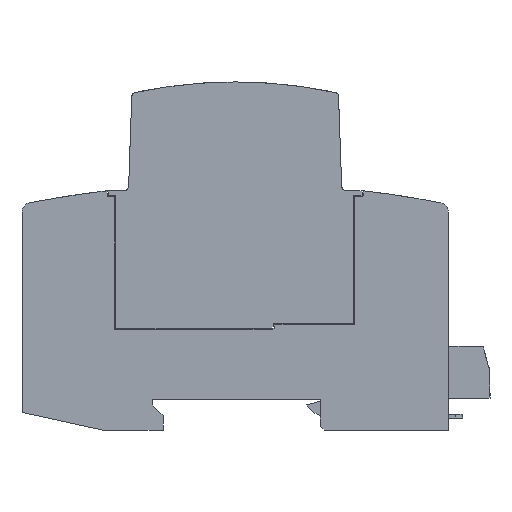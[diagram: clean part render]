
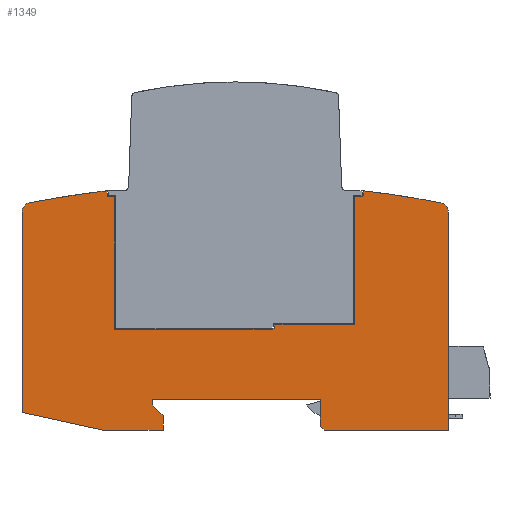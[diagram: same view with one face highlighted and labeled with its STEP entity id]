
A CAD part, left-side view. The second image highlights one B-rep face of the part: STEP entity #1349.
In plain terms, the highlighted planar face has unit normal (-1, 0, 0).
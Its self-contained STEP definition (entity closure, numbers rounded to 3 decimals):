
#1349=ADVANCED_FACE('',(#2748),#2749,.F.);
#2748=FACE_OUTER_BOUND('',#4158,.T.);
#2749=PLANE('',#4159);
#4158=EDGE_LOOP('',(#8390,#8391,#8392,#8393,#8394,#8395,#8396,#8397,#8398,#8399,#8400,#8401,#8402,#8403,#8404,#8405,#8406,#8407,#8408,#8409,#8410,#8411,#8412,#8413,#8414,#8415,#8416,#8417,#8418,#8419));
#4159=AXIS2_PLACEMENT_3D('',#8420,#8421,#8422);
#8390=ORIENTED_EDGE('',*,*,#10430,.T.);
#8391=ORIENTED_EDGE('',*,*,#10393,.T.);
#8392=ORIENTED_EDGE('',*,*,#10398,.T.);
#8393=ORIENTED_EDGE('',*,*,#10402,.T.);
#8394=ORIENTED_EDGE('',*,*,#10437,.T.);
#8395=ORIENTED_EDGE('',*,*,#10442,.T.);
#8396=ORIENTED_EDGE('',*,*,#10384,.T.);
#8397=ORIENTED_EDGE('',*,*,#10428,.T.);
#8398=ORIENTED_EDGE('',*,*,#10406,.T.);
#8399=ORIENTED_EDGE('',*,*,#10411,.T.);
#8400=ORIENTED_EDGE('',*,*,#10440,.F.);
#8401=ORIENTED_EDGE('',*,*,#10424,.T.);
#8402=ORIENTED_EDGE('',*,*,#10426,.T.);
#8403=ORIENTED_EDGE('',*,*,#9529,.F.);
#8404=ORIENTED_EDGE('',*,*,#10443,.F.);
#8405=ORIENTED_EDGE('',*,*,#9326,.F.);
#8406=ORIENTED_EDGE('',*,*,#10444,.T.);
#8407=ORIENTED_EDGE('',*,*,#10445,.T.);
#8408=ORIENTED_EDGE('',*,*,#10446,.T.);
#8409=ORIENTED_EDGE('',*,*,#10447,.T.);
#8410=ORIENTED_EDGE('',*,*,#10448,.T.);
#8411=ORIENTED_EDGE('',*,*,#10449,.T.);
#8412=ORIENTED_EDGE('',*,*,#9062,.T.);
#8413=ORIENTED_EDGE('',*,*,#10450,.F.);
#8414=ORIENTED_EDGE('',*,*,#10451,.T.);
#8415=ORIENTED_EDGE('',*,*,#10452,.F.);
#8416=ORIENTED_EDGE('',*,*,#10453,.F.);
#8417=ORIENTED_EDGE('',*,*,#10454,.F.);
#8418=ORIENTED_EDGE('',*,*,#10455,.F.);
#8419=ORIENTED_EDGE('',*,*,#10378,.T.);
#8420=CARTESIAN_POINT('',(-9.0,44.746,22.258));
#8421=DIRECTION('',(1.0,0.0,0.));
#8422=DIRECTION('',(0.,0.0,-1.0));
#9062=EDGE_CURVE('',#11178,#11176,#11179,.T.);
#9326=EDGE_CURVE('',#11619,#11621,#11622,.T.);
#9529=EDGE_CURVE('',#11909,#11911,#11912,.T.);
#10378=EDGE_CURVE('',#13159,#13157,#13160,.T.);
#10384=EDGE_CURVE('',#13169,#13167,#13170,.T.);
#10393=EDGE_CURVE('',#13181,#13182,#13183,.T.);
#10398=EDGE_CURVE('',#13182,#13190,#13191,.T.);
#10402=EDGE_CURVE('',#13190,#13196,#13197,.T.);
#10406=EDGE_CURVE('',#13202,#13203,#13204,.T.);
#10411=EDGE_CURVE('',#13203,#13211,#13212,.T.);
#10424=EDGE_CURVE('',#13226,#13228,#13230,.T.);
#10426=EDGE_CURVE('',#13228,#11911,#13232,.T.);
#10428=EDGE_CURVE('',#13167,#13202,#13234,.T.);
#10430=EDGE_CURVE('',#13157,#13181,#13236,.T.);
#10437=EDGE_CURVE('',#13196,#13243,#13245,.T.);
#10440=EDGE_CURVE('',#13226,#13211,#13248,.T.);
#10442=EDGE_CURVE('',#13243,#13169,#13250,.T.);
#10443=EDGE_CURVE('',#11621,#11909,#13251,.T.);
#10444=EDGE_CURVE('',#11619,#13252,#13253,.T.);
#10445=EDGE_CURVE('',#13252,#13254,#13255,.T.);
#10446=EDGE_CURVE('',#13254,#13256,#13257,.T.);
#10447=EDGE_CURVE('',#13256,#13258,#13259,.T.);
#10448=EDGE_CURVE('',#13258,#13260,#13261,.T.);
#10449=EDGE_CURVE('',#13260,#11178,#13262,.T.);
#10450=EDGE_CURVE('',#13263,#11176,#13264,.T.);
#10451=EDGE_CURVE('',#13263,#13265,#13266,.T.);
#10452=EDGE_CURVE('',#13267,#13265,#13268,.T.);
#10453=EDGE_CURVE('',#13269,#13267,#13270,.T.);
#10454=EDGE_CURVE('',#13271,#13269,#13272,.T.);
#10455=EDGE_CURVE('',#13159,#13271,#13273,.T.);
#11176=VERTEX_POINT('',#15116);
#11178=VERTEX_POINT('',#15119);
#11179=LINE('',#15120,#15121);
#11619=VERTEX_POINT('',#15742);
#11621=VERTEX_POINT('',#15745);
#11622=LINE('',#15746,#15747);
#11909=VERTEX_POINT('',#16238);
#11911=VERTEX_POINT('',#16241);
#11912=CIRCLE('',#16242,230.);
#13157=VERTEX_POINT('',#18253);
#13159=VERTEX_POINT('',#18256);
#13160=LINE('',#18257,#18258);
#13167=VERTEX_POINT('',#18268);
#13169=VERTEX_POINT('',#18271);
#13170=LINE('',#18272,#18273);
#13181=VERTEX_POINT('',#18289);
#13182=VERTEX_POINT('',#18290);
#13183=LINE('',#18291,#18292);
#13190=VERTEX_POINT('',#18302);
#13191=LINE('',#18303,#18304);
#13196=VERTEX_POINT('',#18311);
#13197=LINE('',#18312,#18313);
#13202=VERTEX_POINT('',#18320);
#13203=VERTEX_POINT('',#18321);
#13204=LINE('',#18322,#18323);
#13211=VERTEX_POINT('',#18333);
#13212=LINE('',#18334,#18335);
#13226=VERTEX_POINT('',#18356);
#13228=VERTEX_POINT('',#18359);
#13230=LINE('',#18362,#18363);
#13232=LINE('',#18365,#18366);
#13234=LINE('',#18368,#18369);
#13236=LINE('',#18371,#18372);
#13243=VERTEX_POINT('',#18382);
#13245=LINE('',#18385,#18386);
#13248=LINE('',#18390,#18391);
#13250=LINE('',#18393,#18394);
#13251=CIRCLE('',#18395,2.);
#13252=VERTEX_POINT('',#18396);
#13253=LINE('',#18397,#18398);
#13254=VERTEX_POINT('',#18399);
#13255=LINE('',#18400,#18401);
#13256=VERTEX_POINT('',#18402);
#13257=LINE('',#18403,#18404);
#13258=VERTEX_POINT('',#18405);
#13259=LINE('',#18406,#18407);
#13260=VERTEX_POINT('',#18408);
#13261=LINE('',#18409,#18410);
#13262=LINE('',#18411,#18412);
#13263=VERTEX_POINT('',#18413);
#13264=LINE('',#18414,#18415);
#13265=VERTEX_POINT('',#18416);
#13266=LINE('',#18417,#18418);
#13267=VERTEX_POINT('',#18419);
#13268=LINE('',#18420,#18421);
#13269=VERTEX_POINT('',#18422);
#13270=CIRCLE('',#18423,2.);
#13271=VERTEX_POINT('',#18424);
#13272=CIRCLE('',#18425,230.);
#13273=LINE('',#18426,#18427);
#15116=CARTESIAN_POINT('',(-9.0,27.0,0.8));
#15119=CARTESIAN_POINT('',(-9.0,27.0,6.5));
#15120=CARTESIAN_POINT('',(-9.0,27.0,6.5));
#15121=VECTOR('',#19004,1.0);
#15742=CARTESIAN_POINT('',(-9.0,90.0,3.719));
#15745=CARTESIAN_POINT('',(-9.0,90.0,46.028));
#15746=CARTESIAN_POINT('',(-9.0,90.0,3.719));
#15747=VECTOR('',#19277,1.0);
#16238=CARTESIAN_POINT('',(-9.0,88.377,47.993));
#16241=CARTESIAN_POINT('',(-9.0,72.009,50.529));
#16242=AXIS2_PLACEMENT_3D('',#19488,#19489,#19490);
#18253=CARTESIAN_POINT('',(-9.0,18.012,49.53));
#18256=CARTESIAN_POINT('',(-9.0,18.0,49.53));
#18257=CARTESIAN_POINT('',(-9.0,18.0,49.53));
#18258=VECTOR('',#20388,1.0);
#18268=CARTESIAN_POINT('',(-9.0,37.017,21.5));
#18271=CARTESIAN_POINT('',(-9.0,36.7,21.5));
#18272=CARTESIAN_POINT('',(-9.0,36.7,21.5));
#18273=VECTOR('',#20393,1.0);
#18289=CARTESIAN_POINT('',(-9.0,18.012,49.33));
#18290=CARTESIAN_POINT('',(-9.0,19.8,49.33));
#18291=CARTESIAN_POINT('',(-9.0,31.826,49.33));
#18292=VECTOR('',#20399,1.0);
#18302=CARTESIAN_POINT('',(-9.0,19.8,22.3));
#18303=CARTESIAN_POINT('',(-9.0,19.8,29.037));
#18304=VECTOR('',#20403,1.0);
#18311=CARTESIAN_POINT('',(-9.0,36.6,22.3));
#18312=CARTESIAN_POINT('',(-9.0,36.523,22.3));
#18313=VECTOR('',#20406,1.0);
#18320=CARTESIAN_POINT('',(-9.0,37.217,21.3));
#18321=CARTESIAN_POINT('',(-9.0,70.4,21.3));
#18322=CARTESIAN_POINT('',(-9.0,49.277,21.3));
#18323=VECTOR('',#20409,1.0);
#18333=CARTESIAN_POINT('',(-9.0,70.4,49.23));
#18334=CARTESIAN_POINT('',(-9.0,70.4,28.787));
#18335=VECTOR('',#20413,1.0);
#18356=CARTESIAN_POINT('',(-9.0,70.5,49.33));
#18359=CARTESIAN_POINT('',(-9.0,72.009,49.33));
#18362=CARTESIAN_POINT('',(-9.0,57.975,49.33));
#18363=VECTOR('',#20423,1.0);
#18365=CARTESIAN_POINT('',(-9.0,72.009,36.97));
#18366=VECTOR('',#20424,1.0);
#18368=CARTESIAN_POINT('',(-9.0,38.756,19.762));
#18369=VECTOR('',#20425,1.0);
#18371=CARTESIAN_POINT('',(-9.0,18.012,36.846));
#18372=VECTOR('',#20426,1.0);
#18382=CARTESIAN_POINT('',(-9.0,36.7,22.2));
#18385=CARTESIAN_POINT('',(-9.0,36.4,22.5));
#18386=VECTOR('',#20431,1.0);
#18390=CARTESIAN_POINT('',(-9.0,70.7,49.53));
#18391=VECTOR('',#20433,1.0);
#18393=CARTESIAN_POINT('',(-9.0,36.7,22.2));
#18394=VECTOR('',#20434,1.0);
#18395=AXIS2_PLACEMENT_3D('',#20435,#20436,#20437);
#18396=CARTESIAN_POINT('',(-9.0,73.0,0.));
#18397=CARTESIAN_POINT('',(-9.0,90.0,3.719));
#18398=VECTOR('',#20438,1.0);
#18399=CARTESIAN_POINT('',(-9.0,60.2,0.));
#18400=CARTESIAN_POINT('',(-9.0,73.0,0.));
#18401=VECTOR('',#20439,1.0);
#18402=CARTESIAN_POINT('',(-9.0,60.2,3.));
#18403=CARTESIAN_POINT('',(-9.0,60.2,0.));
#18404=VECTOR('',#20440,1.0);
#18405=CARTESIAN_POINT('',(-9.0,62.5,5.3));
#18406=CARTESIAN_POINT('',(-9.0,60.2,3.));
#18407=VECTOR('',#20441,1.0);
#18408=CARTESIAN_POINT('',(-9.0,62.5,6.5));
#18409=CARTESIAN_POINT('',(-9.0,62.5,5.3));
#18410=VECTOR('',#20442,1.0);
#18411=CARTESIAN_POINT('',(-9.0,62.5,6.5));
#18412=VECTOR('',#20443,1.0);
#18413=CARTESIAN_POINT('',(-9.0,26.2,0.));
#18414=CARTESIAN_POINT('',(-9.0,26.2,0.));
#18415=VECTOR('',#20444,1.0);
#18416=CARTESIAN_POINT('',(-9.0,0.0,0.));
#18417=CARTESIAN_POINT('',(-9.0,26.2,0.));
#18418=VECTOR('',#20445,1.0);
#18419=CARTESIAN_POINT('',(-9.0,0.,46.028));
#18420=CARTESIAN_POINT('',(-9.0,0.0,46.028));
#18421=VECTOR('',#20446,1.0);
#18422=CARTESIAN_POINT('',(-9.0,1.623,47.993));
#18423=AXIS2_PLACEMENT_3D('',#20447,#20448,#20449);
#18424=CARTESIAN_POINT('',(-9.0,18.0,50.53));
#18425=AXIS2_PLACEMENT_3D('',#20450,#20451,#20452);
#18426=CARTESIAN_POINT('',(-9.0,18.0,49.53));
#18427=VECTOR('',#20453,1.0);
#19004=DIRECTION('',(0.,0.0,-1.0));
#19277=DIRECTION('',(0.,0.0,1.0));
#19488=CARTESIAN_POINT('',(-9.,45.,-177.88));
#19489=DIRECTION('',(1.0,0.0,0.));
#19490=DIRECTION('',(0.,0.0,-1.0));
#20388=DIRECTION('',(0.0,1.0,0.0));
#20393=DIRECTION('',(0.0,1.0,0.0));
#20399=DIRECTION('',(0.0,1.0,0.0));
#20403=DIRECTION('',(0.,0.0,-1.0));
#20406=DIRECTION('',(0.0,1.0,0.0));
#20409=DIRECTION('',(0.0,1.0,0.0));
#20413=DIRECTION('',(0.,0.0,1.0));
#20423=DIRECTION('',(0.0,1.0,0.0));
#20424=DIRECTION('',(0.,0.0,1.0));
#20425=DIRECTION('',(0.,0.707,-0.707));
#20426=DIRECTION('',(0.,0.0,-1.0));
#20431=DIRECTION('',(0.,0.707,-0.707));
#20433=DIRECTION('',(0.,-0.707,-0.707));
#20434=DIRECTION('',(0.,0.0,-1.0));
#20435=CARTESIAN_POINT('',(-9.0,88.,46.028));
#20436=DIRECTION('',(1.0,0.0,0.));
#20437=DIRECTION('',(0.,0.0,-1.0));
#20438=DIRECTION('',(0.,-0.977,-0.214));
#20439=DIRECTION('',(0.0,-1.0,0.0));
#20440=DIRECTION('',(0.,0.0,1.0));
#20441=DIRECTION('',(0.,0.707,0.707));
#20442=DIRECTION('',(0.,0.0,1.0));
#20443=DIRECTION('',(0.0,-1.0,0.0));
#20444=DIRECTION('',(0.,0.707,0.707));
#20445=DIRECTION('',(0.0,-1.0,0.0));
#20446=DIRECTION('',(0.,0.0,-1.0));
#20447=CARTESIAN_POINT('',(-9.0,2.,46.028));
#20448=DIRECTION('',(1.0,0.0,0.));
#20449=DIRECTION('',(0.,0.0,-1.0));
#20450=CARTESIAN_POINT('',(-9.,45.,-177.88));
#20451=DIRECTION('',(1.0,0.0,0.));
#20452=DIRECTION('',(0.,0.0,-1.0));
#20453=DIRECTION('',(0.,0.0,1.0));
